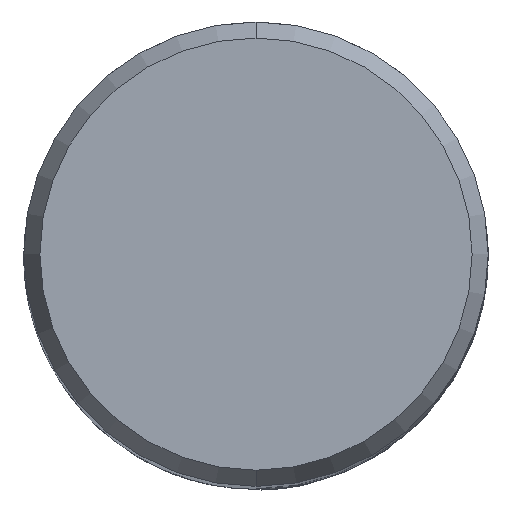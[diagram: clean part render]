
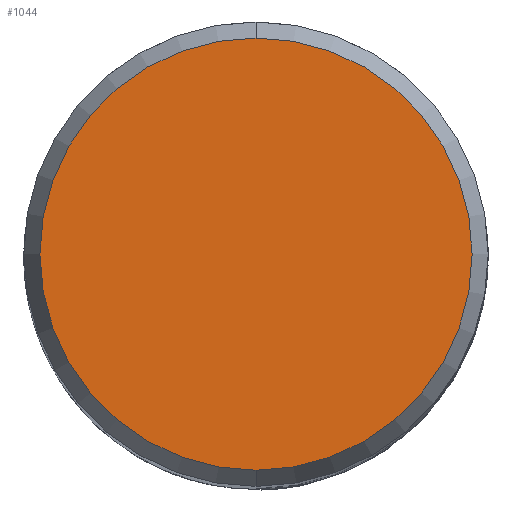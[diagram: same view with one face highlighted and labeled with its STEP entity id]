
A CAD part, top view. The second image highlights one B-rep face of the part: STEP entity #1044.
In plain terms, the highlighted planar face has unit normal (0, 0, 1).
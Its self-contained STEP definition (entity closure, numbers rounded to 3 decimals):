
#706=EDGE_CURVE('',#936,#1234,#1596,.T.);
#878=EDGE_CURVE('',#1234,#936,#1781,.T.);
#936=VERTEX_POINT('',#1847);
#1044=ADVANCED_FACE('',(#1965),#1966,.T.);
#1234=VERTEX_POINT('',#2176);
#1596=CIRCLE('',#4505,9.307);
#1781=CIRCLE('',#5291,9.307);
#1847=CARTESIAN_POINT('',(0.,-9.307,0.0));
#1965=FACE_OUTER_BOUND('',#7095,.T.);
#1966=PLANE('',#7096);
#2176=CARTESIAN_POINT('',(0.0,9.307,0.0));
#4505=AXIS2_PLACEMENT_3D('',#9151,#9152,#9153);
#5291=AXIS2_PLACEMENT_3D('',#9351,#9352,#9353);
#7095=EDGE_LOOP('',(#9552,#9553));
#7096=AXIS2_PLACEMENT_3D('',#9554,#9555,#9556);
#9151=CARTESIAN_POINT('',(0.0,0.0,0.0));
#9152=DIRECTION('',(0.0,0.0,-1.0));
#9153=DIRECTION('',(0.0,1.0,0.0));
#9351=CARTESIAN_POINT('',(0.0,0.0,0.0));
#9352=DIRECTION('',(0.0,0.0,-1.0));
#9353=DIRECTION('',(0.0,1.0,0.0));
#9552=ORIENTED_EDGE('',*,*,#878,.F.);
#9553=ORIENTED_EDGE('',*,*,#706,.F.);
#9554=CARTESIAN_POINT('',(0.0,4.654,0.0));
#9555=DIRECTION('',(-0.0,0.0,1.0));
#9556=DIRECTION('',(0.0,-1.0,0.0));
